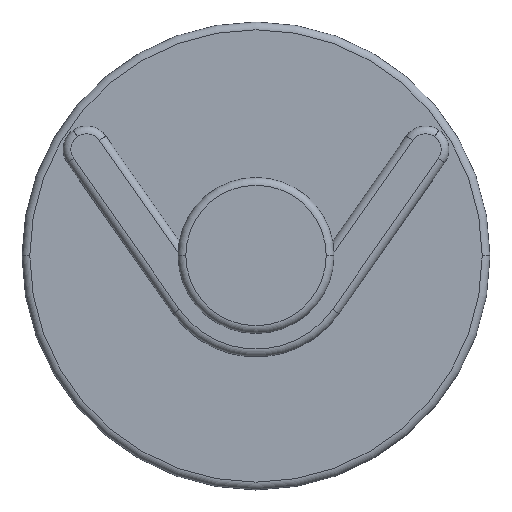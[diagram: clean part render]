
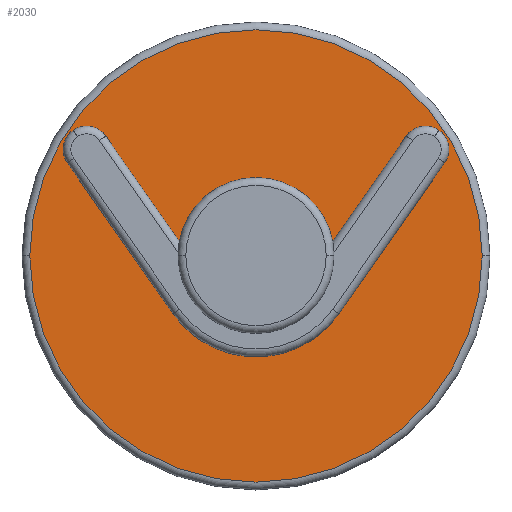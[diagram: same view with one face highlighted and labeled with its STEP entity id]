
A CAD part, top view. The second image highlights one B-rep face of the part: STEP entity #2030.
In plain terms, the highlighted planar face has unit normal (0, 0, 1).
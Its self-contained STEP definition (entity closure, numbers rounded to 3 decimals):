
#1180=CARTESIAN_POINT('',(0.,0.,3.));
#1190=DIRECTION('',(0.,0.,1.));
#1200=DIRECTION('',(1.,0.,0.));
#1210=AXIS2_PLACEMENT_3D('',#1180,#1190,#1200);
#1220=PLANE('',#1210);
#1230=CARTESIAN_POINT('',(0.,0.,3.));
#1240=DIRECTION('',(0.,0.,1.));
#1250=DIRECTION('',(1.,0.,0.));
#1260=AXIS2_PLACEMENT_3D('',#1230,#1240,#1250);
#1270=CIRCLE('',#1260,6.);
#1280=CARTESIAN_POINT('',(-0.55,5.975,3.));
#1290=VERTEX_POINT('',#1280);
#1300=CARTESIAN_POINT('',(-0.55,-5.975,3.));
#1310=VERTEX_POINT('',#1300);
#1320=EDGE_CURVE('',#1290,#1310,#1270,.T.);
#1330=ORIENTED_EDGE('',*,*,#1320,.F.);
#1340=CARTESIAN_POINT('',(-0.55,0.,3.));
#1350=DIRECTION('',(0.,-1.,0.));
#1360=VECTOR('',#1350,1.);
#1370=LINE('',#1340,#1360);
#1380=CARTESIAN_POINT('',(-0.55,-3.203,3.));
#1390=VERTEX_POINT('',#1380);
#1400=EDGE_CURVE('',#1390,#1310,#1370,.T.);
#1410=ORIENTED_EDGE('',*,*,#1400,.T.);
#1420=CARTESIAN_POINT('',(0.,0.,3.));
#1430=DIRECTION('',(0.,0.,-1.));
#1440=DIRECTION('',(-1.,0.,0.));
#1450=AXIS2_PLACEMENT_3D('',#1420,#1430,#1440);
#1460=CIRCLE('',#1450,3.25);
#1470=CARTESIAN_POINT('',(0.55,-3.203,3.));
#1480=VERTEX_POINT('',#1470);
#1490=EDGE_CURVE('',#1480,#1390,#1460,.T.);
#1500=ORIENTED_EDGE('',*,*,#1490,.T.);
#1510=CARTESIAN_POINT('',(0.55,0.,3.));
#1520=DIRECTION('',(0.,1.,0.));
#1530=VECTOR('',#1520,1.);
#1540=LINE('',#1510,#1530);
#1550=CARTESIAN_POINT('',(0.55,-5.975,3.));
#1560=VERTEX_POINT('',#1550);
#1570=EDGE_CURVE('',#1560,#1480,#1540,.T.);
#1580=ORIENTED_EDGE('',*,*,#1570,.T.);
#1590=CARTESIAN_POINT('',(0.55,5.975,3.));
#1600=VERTEX_POINT('',#1590);
#1610=EDGE_CURVE('',#1560,#1600,#1270,.T.);
#1620=ORIENTED_EDGE('',*,*,#1610,.F.);
#1630=CARTESIAN_POINT('',(0.55,0.,3.));
#1640=DIRECTION('',(0.,1.,0.));
#1650=VECTOR('',#1640,1.);
#1660=LINE('',#1630,#1650);
#1670=CARTESIAN_POINT('',(0.55,3.203,3.));
#1680=VERTEX_POINT('',#1670);
#1690=EDGE_CURVE('',#1680,#1600,#1660,.T.);
#1700=ORIENTED_EDGE('',*,*,#1690,.T.);
#1710=CARTESIAN_POINT('',(0.,0.,3.));
#1720=DIRECTION('',(0.,0.,-1.));
#1730=DIRECTION('',(-1.,0.,0.));
#1740=AXIS2_PLACEMENT_3D('',#1710,#1720,#1730);
#1750=CIRCLE('',#1740,3.25);
#1760=CARTESIAN_POINT('',(-0.55,3.203,3.));
#1770=VERTEX_POINT('',#1760);
#1780=EDGE_CURVE('',#1770,#1680,#1750,.T.);
#1790=ORIENTED_EDGE('',*,*,#1780,.T.);
#1800=CARTESIAN_POINT('',(-0.55,0.,3.));
#1810=DIRECTION('',(0.,-1.,0.));
#1820=VECTOR('',#1810,1.);
#1830=LINE('',#1800,#1820);
#1840=EDGE_CURVE('',#1290,#1770,#1830,.T.);
#1850=ORIENTED_EDGE('',*,*,#1840,.T.);
#1860=EDGE_LOOP('',(#1850,#1790,#1700,#1620,#1580,#1500,#1410,#1330));
#1870=FACE_BOUND('',#1860,.T.);
#1880=CARTESIAN_POINT('',(0.,0.,3.));
#1890=DIRECTION('',(0.,0.,1.));
#1900=DIRECTION('',(1.,0.,0.));
#1910=AXIS2_PLACEMENT_3D('',#1880,#1890,#1900);
#1920=CIRCLE('',#1910,29.);
#1930=CARTESIAN_POINT('',(29.,0.,3.));
#1940=VERTEX_POINT('',#1930);
#1950=CARTESIAN_POINT('',(-29.,0.,3.));
#1960=VERTEX_POINT('',#1950);
#1970=EDGE_CURVE('',#1940,#1960,#1920,.T.);
#1980=ORIENTED_EDGE('',*,*,#1970,.T.);
#1990=EDGE_CURVE('',#1960,#1940,#1920,.T.);
#2000=ORIENTED_EDGE('',*,*,#1990,.T.);
#2010=EDGE_LOOP('',(#2000,#1980));
#2020=FACE_OUTER_BOUND('',#2010,.T.);
#2030=ADVANCED_FACE('',(#1870,#2020),#1220,.T.);
